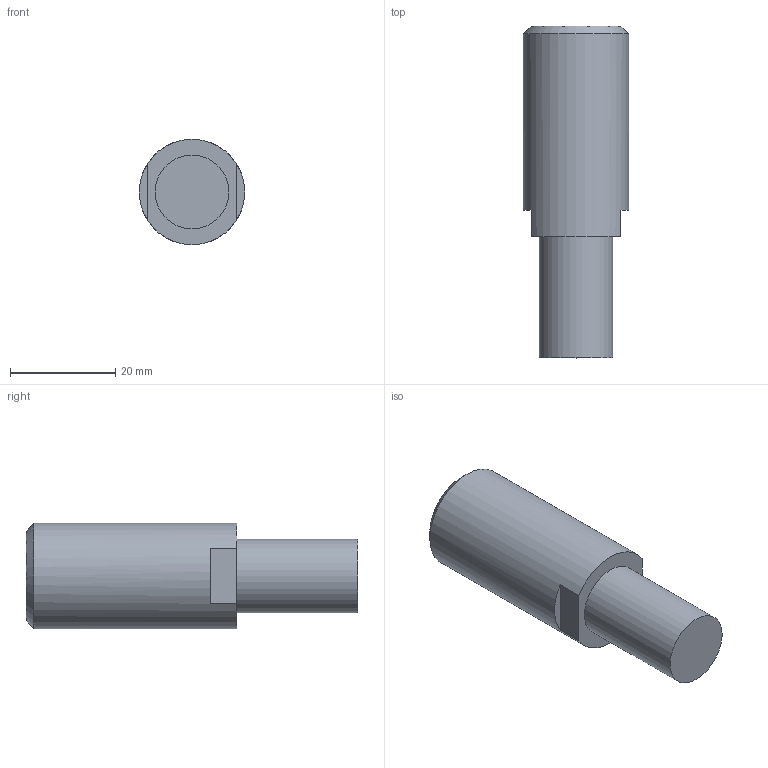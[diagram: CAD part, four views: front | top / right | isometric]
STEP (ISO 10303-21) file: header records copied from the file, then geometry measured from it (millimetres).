
FILE_DESCRIPTION(/* description */ (''),/* implementation_level */ '2;1');
FILE_NAME(/* name */ '1325_100_17F.stp',/* time_stamp */ '2016-10-07T09:39:27+02:00',/* author */ ('Maniean1'),/* organization */ ('Pneumax S.p.A.'),/* preprocessor_version */ 'ST-DEVELOPER v15.2',/* originating_system */ 'Autodesk Inventor 2014',/* authorisation */ '');
FILE_SCHEMA (('AUTOMOTIVE_DESIGN { 1 0 10303 214 3 1 1 }'));
Length unit declared in the file: millimetre
Products named in the file (1): 1325_100_17F
Bounding box: 20 x 63 x 20 mm (x, y, z)
Volume: 15932.7 mm3; surface area: 4089.4 mm2
Topology: 1 solids, 1 shells, 10 faces, 20 edges, 13 vertices
Faces by surface type: plane 7, cylinder 2, cone 1
Full cylindrical faces by diameter (mm): 14 x1, 20 x1
Entity records: 264 total; most frequent: DIRECTION 46, CARTESIAN_POINT 39, ORIENTED_EDGE 32, AXIS2_PLACEMENT_3D 19, EDGE_CURVE 16, EDGE_LOOP 14, VERTEX_POINT 12, ADVANCED_FACE 10
